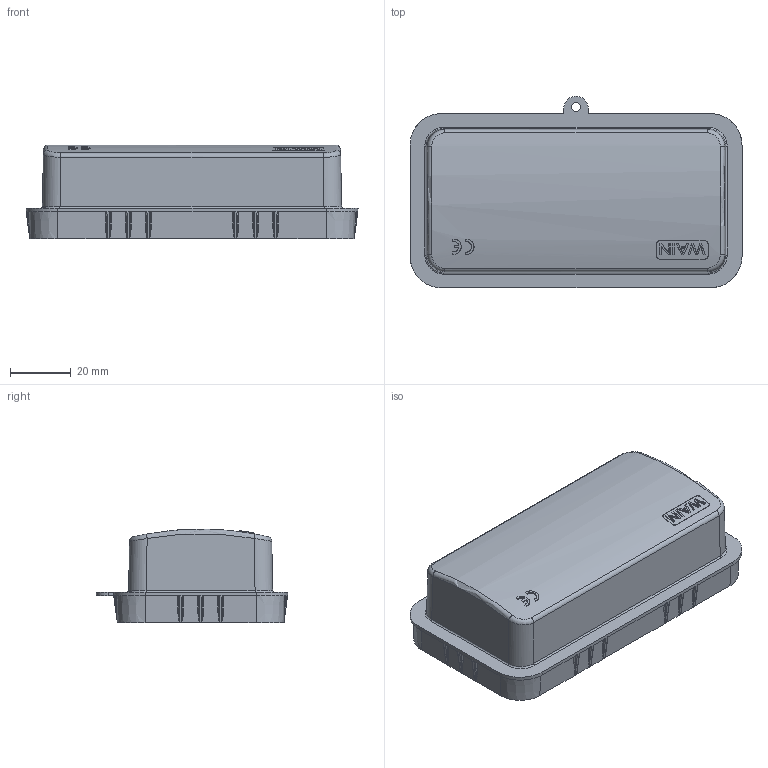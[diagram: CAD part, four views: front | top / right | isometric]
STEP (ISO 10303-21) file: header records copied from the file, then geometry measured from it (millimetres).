
FILE_DESCRIPTION(/* description */ (''),/* implementation_level */ '2;1');
FILE_NAME(/* name */ '3D_1130109008001_HP10B_H-CV_C_V1.1.stp',/* time_stamp */ '2023-12-19T11:28:51+08:00',/* author */ (''),/* organization */ (''),/* preprocessor_version */ 'ST-DEVELOPER v18.1',/* originating_system */ 'SIEMENS PLM Software NX 1980',/* authorisation */ '');
FILE_SCHEMA (('AP203_CONFIGURATION_CONTROLLED_3D_DESIGN_OF_MECHANICAL_PARTS_AND_ASSEMBLIES_MIM_LF { 1 0 10303 403 2 1 2}'));
Length unit declared in the file: millimetre
Products named in the file (1): temp
Bounding box: 109.54 x 63.14 x 30.99 mm (x, y, z)
Volume: 18980.8 mm3; surface area: 28589.5 mm2
Topology: 1 solids, 1 shells, 549 faces, 1405 edges, 861 vertices
Faces by surface type: cylinder 191, plane 160, bspline 119, torus 67, cone 10, revolution 2
Entity records: 31071 total; most frequent: CARTESIAN_POINT 20348, ORIENTED_EDGE 2794, EDGE_CURVE 1397, DIRECTION 1229, B_SPLINE_CURVE_WITH_KNOTS 1071, VERTEX_POINT 861, EDGE_LOOP 562, ADVANCED_FACE 549
